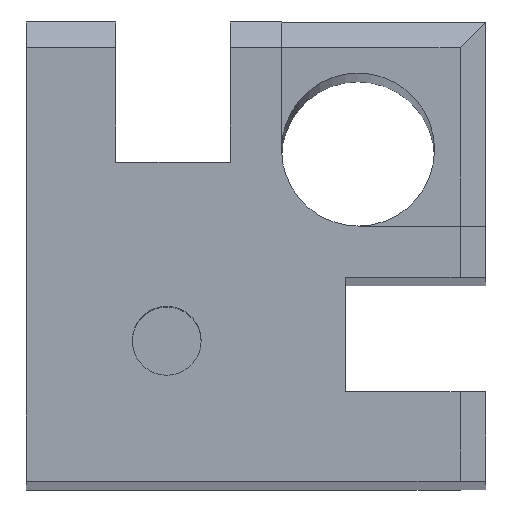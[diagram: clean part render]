
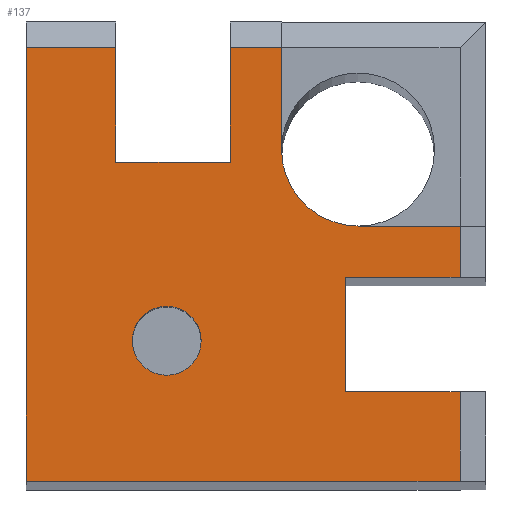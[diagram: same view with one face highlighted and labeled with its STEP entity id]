
A CAD part, top view. The second image highlights one B-rep face of the part: STEP entity #137.
In plain terms, the highlighted planar face has unit normal (0, 0, 1).
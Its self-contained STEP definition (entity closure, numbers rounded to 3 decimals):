
#107=FACE_BOUND('',#225,.T.);
#108=FACE_BOUND('',#226,.T.);
#118=CIRCLE('',#710,1.35);
#119=CIRCLE('',#711,3.);
#137=ADVANCED_FACE('',(#107,#108),#169,.T.);
#169=PLANE('',#712);
#225=EDGE_LOOP('',(#315));
#226=EDGE_LOOP('',(#316,#317,#318,#319,#320,#321,#322,#323,#324,#325,#326,
#327,#328,#329,#330));
#315=ORIENTED_EDGE('',*,*,#520,.F.);
#316=ORIENTED_EDGE('',*,*,#521,.F.);
#317=ORIENTED_EDGE('',*,*,#522,.T.);
#318=ORIENTED_EDGE('',*,*,#508,.T.);
#319=ORIENTED_EDGE('',*,*,#512,.T.);
#320=ORIENTED_EDGE('',*,*,#517,.T.);
#321=ORIENTED_EDGE('',*,*,#523,.T.);
#322=ORIENTED_EDGE('',*,*,#478,.T.);
#323=ORIENTED_EDGE('',*,*,#484,.T.);
#324=ORIENTED_EDGE('',*,*,#524,.T.);
#325=ORIENTED_EDGE('',*,*,#491,.T.);
#326=ORIENTED_EDGE('',*,*,#495,.T.);
#327=ORIENTED_EDGE('',*,*,#500,.T.);
#328=ORIENTED_EDGE('',*,*,#525,.T.);
#329=ORIENTED_EDGE('',*,*,#526,.F.);
#330=ORIENTED_EDGE('',*,*,#527,.F.);
#423=VERTEX_POINT('',#913);
#424=VERTEX_POINT('',#915);
#428=VERTEX_POINT('',#925);
#433=VERTEX_POINT('',#939);
#434=VERTEX_POINT('',#941);
#436=VERTEX_POINT('',#947);
#440=VERTEX_POINT('',#957);
#445=VERTEX_POINT('',#972);
#446=VERTEX_POINT('',#974);
#448=VERTEX_POINT('',#980);
#452=VERTEX_POINT('',#990);
#453=VERTEX_POINT('',#997);
#454=VERTEX_POINT('',#999);
#455=VERTEX_POINT('',#1000);
#456=VERTEX_POINT('',#1005);
#457=VERTEX_POINT('',#1007);
#478=EDGE_CURVE('',#424,#423,#559,.T.);
#484=EDGE_CURVE('',#423,#428,#565,.T.);
#491=EDGE_CURVE('',#434,#433,#572,.T.);
#495=EDGE_CURVE('',#433,#436,#576,.T.);
#500=EDGE_CURVE('',#436,#440,#581,.T.);
#508=EDGE_CURVE('',#446,#445,#589,.T.);
#512=EDGE_CURVE('',#445,#448,#593,.T.);
#517=EDGE_CURVE('',#448,#452,#598,.T.);
#520=EDGE_CURVE('',#453,#453,#118,.T.);
#521=EDGE_CURVE('',#454,#455,#601,.T.);
#522=EDGE_CURVE('',#454,#446,#602,.T.);
#523=EDGE_CURVE('',#452,#424,#603,.T.);
#524=EDGE_CURVE('',#428,#434,#604,.T.);
#525=EDGE_CURVE('',#440,#456,#605,.T.);
#526=EDGE_CURVE('',#457,#456,#606,.T.);
#527=EDGE_CURVE('',#455,#457,#119,.T.);
#559=LINE('',#914,#633);
#565=LINE('',#926,#639);
#572=LINE('',#940,#646);
#576=LINE('',#948,#650);
#581=LINE('',#958,#655);
#589=LINE('',#973,#663);
#593=LINE('',#981,#667);
#598=LINE('',#991,#672);
#601=LINE('',#998,#675);
#602=LINE('',#1001,#676);
#603=LINE('',#1002,#677);
#604=LINE('',#1003,#678);
#605=LINE('',#1004,#679);
#606=LINE('',#1006,#680);
#633=VECTOR('',#751,1.);
#639=VECTOR('',#759,1.);
#646=VECTOR('',#770,1.);
#650=VECTOR('',#776,1.);
#655=VECTOR('',#783,1.);
#663=VECTOR('',#795,1.);
#667=VECTOR('',#801,1.);
#672=VECTOR('',#808,1.);
#675=VECTOR('',#817,1.);
#676=VECTOR('',#818,1.);
#677=VECTOR('',#819,1.);
#678=VECTOR('',#820,1.);
#679=VECTOR('',#821,1.);
#680=VECTOR('',#822,1.);
#710=AXIS2_PLACEMENT_3D('',#996,#815,#816);
#711=AXIS2_PLACEMENT_3D('',#1008,#823,#824);
#712=AXIS2_PLACEMENT_3D('',#1009,#825,#826);
#751=DIRECTION('',(0.,-1.,0.));
#759=DIRECTION('',(1.,0.,0.));
#770=DIRECTION('',(-1.,0.,0.));
#776=DIRECTION('',(0.,1.,0.));
#783=DIRECTION('',(1.,0.,0.));
#795=DIRECTION('',(0.,-1.,0.));
#801=DIRECTION('',(-1.,0.,0.));
#808=DIRECTION('',(0.,1.,0.));
#815=DIRECTION('',(0.,0.,1.));
#816=DIRECTION('',(-1.,0.,0.));
#817=DIRECTION('',(0.,-1.,0.));
#818=DIRECTION('',(-1.,0.,0.));
#819=DIRECTION('',(-1.,0.,0.));
#820=DIRECTION('',(0.,1.,0.));
#821=DIRECTION('',(0.,1.,0.));
#822=DIRECTION('',(1.,0.,0.));
#823=DIRECTION('',(0.,0.,1.));
#824=DIRECTION('',(1.,0.,0.));
#825=DIRECTION('',(0.,0.,1.));
#826=DIRECTION('',(1.,0.,0.));
#913=CARTESIAN_POINT('',(0.,0.,200.));
#914=CARTESIAN_POINT('',(0.,18.,200.));
#915=CARTESIAN_POINT('',(0.,17.,200.));
#925=CARTESIAN_POINT('',(17.,0.,200.));
#926=CARTESIAN_POINT('',(0.,0.,200.));
#939=CARTESIAN_POINT('',(12.5,3.5,200.));
#940=CARTESIAN_POINT('',(18.,3.5,200.));
#941=CARTESIAN_POINT('',(17.,3.5,200.));
#947=CARTESIAN_POINT('',(12.5,8.,200.));
#948=CARTESIAN_POINT('',(12.5,3.5,200.));
#957=CARTESIAN_POINT('',(17.,8.,200.));
#958=CARTESIAN_POINT('',(12.5,8.,200.));
#972=CARTESIAN_POINT('',(8.,12.5,200.));
#973=CARTESIAN_POINT('',(8.,18.,200.));
#974=CARTESIAN_POINT('',(8.,17.,200.));
#980=CARTESIAN_POINT('',(3.5,12.5,200.));
#981=CARTESIAN_POINT('',(8.,12.5,200.));
#990=CARTESIAN_POINT('',(3.5,17.,200.));
#991=CARTESIAN_POINT('',(3.5,12.5,200.));
#996=CARTESIAN_POINT('',(5.5,5.5,200.));
#997=CARTESIAN_POINT('',(4.15,5.5,200.));
#998=CARTESIAN_POINT('',(10.,18.,200.));
#999=CARTESIAN_POINT('',(10.,17.,200.));
#1000=CARTESIAN_POINT('',(10.,13.,200.));
#1001=CARTESIAN_POINT('',(8.,17.,200.));
#1002=CARTESIAN_POINT('',(0.,17.,200.));
#1003=CARTESIAN_POINT('',(17.,3.5,200.));
#1004=CARTESIAN_POINT('',(17.,10.,200.));
#1005=CARTESIAN_POINT('',(17.,10.,200.));
#1006=CARTESIAN_POINT('',(13.,10.,200.));
#1007=CARTESIAN_POINT('',(13.,10.,200.));
#1008=CARTESIAN_POINT('',(13.,13.,200.));
#1009=CARTESIAN_POINT('',(0.,0.,200.));
